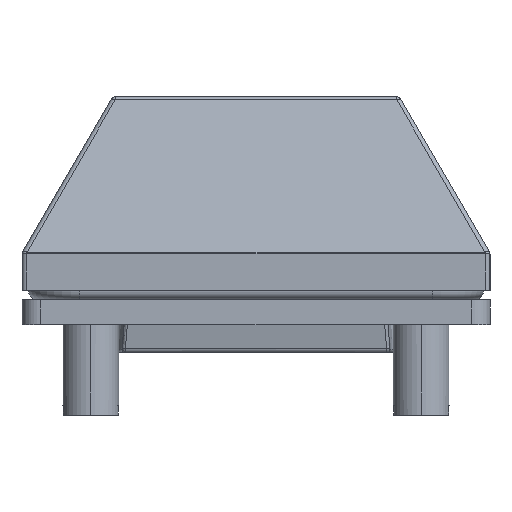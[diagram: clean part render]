
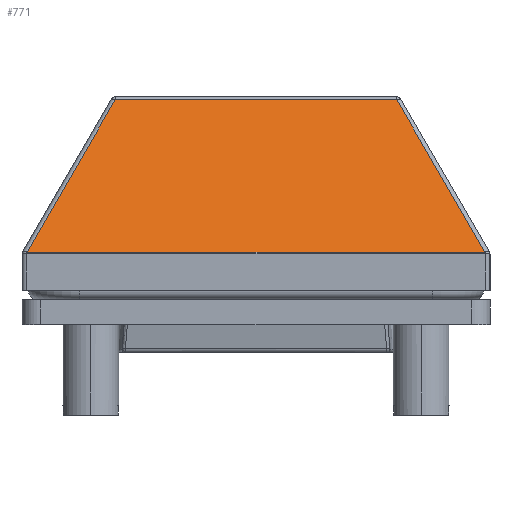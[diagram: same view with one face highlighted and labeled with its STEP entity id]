
A CAD part, left-side view. The second image highlights one B-rep face of the part: STEP entity #771.
In plain terms, the highlighted planar face has unit normal (-0.941, 0, 0.339).
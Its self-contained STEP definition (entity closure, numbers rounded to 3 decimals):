
#533=CARTESIAN_POINT('',(-61.179,22.068,14.504));
#534=VERTEX_POINT('',#533);
#542=CARTESIAN_POINT('',(-61.179,-23.068,14.504));
#543=VERTEX_POINT('',#542);
#544=CARTESIAN_POINT('',(-61.179,22.068,14.504));
#545=DIRECTION('',(0.0,-1.0,0.0));
#546=VECTOR('',#545,45.136);
#547=LINE('',#544,#546);
#548=EDGE_CURVE('',#534,#543,#547,.T.);
#713=CARTESIAN_POINT('',(-69.956,-37.209,-9.877));
#714=VERTEX_POINT('',#713);
#715=CARTESIAN_POINT('',(-61.179,-23.068,14.504));
#716=DIRECTION('',(-0.297,-0.479,-0.826));
#717=VECTOR('',#716,29.52);
#718=LINE('',#715,#717);
#719=EDGE_CURVE('',#543,#714,#718,.T.);
#748=CARTESIAN_POINT('',(-65.5,-0.5,2.5));
#749=DIRECTION('',(-0.941,0.0,0.339));
#750=DIRECTION('',(0.339,0.0,0.941));
#751=AXIS2_PLACEMENT_3D('',#748,#749,#750);
#752=PLANE('',#751);
#753=ORIENTED_EDGE('',*,*,#548,.F.);
#754=CARTESIAN_POINT('',(-69.956,36.209,-9.877));
#755=VERTEX_POINT('',#754);
#756=CARTESIAN_POINT('',(-69.956,36.209,-9.877));
#757=DIRECTION('',(0.297,-0.479,0.826));
#758=VECTOR('',#757,29.52);
#759=LINE('',#756,#758);
#760=EDGE_CURVE('',#755,#534,#759,.T.);
#761=ORIENTED_EDGE('',*,*,#760,.F.);
#762=CARTESIAN_POINT('',(-69.956,-37.209,-9.877));
#763=DIRECTION('',(0.0,1.0,0.0));
#764=VECTOR('',#763,73.418);
#765=LINE('',#762,#764);
#766=EDGE_CURVE('',#714,#755,#765,.T.);
#767=ORIENTED_EDGE('',*,*,#766,.F.);
#768=ORIENTED_EDGE('',*,*,#719,.F.);
#769=EDGE_LOOP('',(#753,#761,#767,#768));
#770=FACE_OUTER_BOUND('',#769,.T.);
#771=ADVANCED_FACE('',(#770),#752,.T.);
